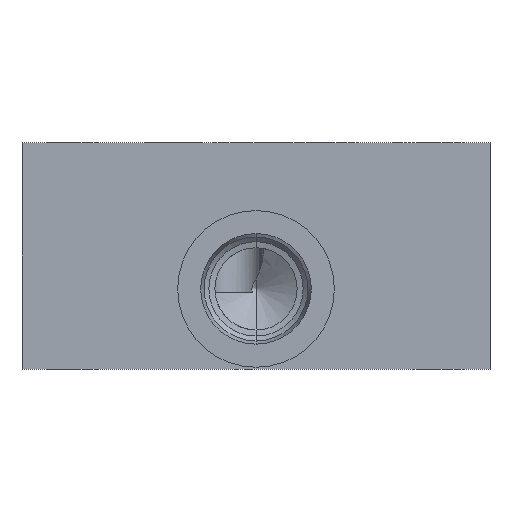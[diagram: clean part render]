
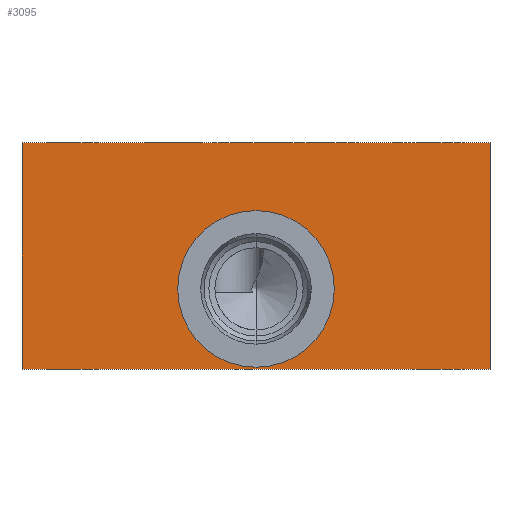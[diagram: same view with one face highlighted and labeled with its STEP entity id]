
A CAD part, front view. The second image highlights one B-rep face of the part: STEP entity #3095.
In plain terms, the highlighted planar face has unit normal (0, -1, 0).
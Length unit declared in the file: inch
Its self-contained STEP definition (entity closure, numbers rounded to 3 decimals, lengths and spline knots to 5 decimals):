
#5=DIRECTION('',(1.,0.,0.));
#6=VECTOR('',#5,4.);
#7=CARTESIAN_POINT('',(0.,-4.5,0.));
#8=LINE('',#7,#6);
#105=DIRECTION('',(0.,0.,1.));
#106=VECTOR('',#105,1.938);
#107=CARTESIAN_POINT('',(4.,-4.5,0.));
#108=LINE('',#107,#106);
#119=DIRECTION('',(0.,0.,1.));
#120=VECTOR('',#119,1.938);
#121=CARTESIAN_POINT('',(0.,-4.5,0.));
#122=LINE('',#121,#120);
#123=CARTESIAN_POINT('',(2.,-4.5,0.688));
#124=DIRECTION('',(0.,1.,0.));
#125=DIRECTION('',(0.,0.,-1.));
#126=AXIS2_PLACEMENT_3D('',#123,#124,#125);
#128=CARTESIAN_POINT('',(2.,-4.5,0.688));
#129=DIRECTION('',(0.,1.,0.));
#130=DIRECTION('',(0.,0.,1.));
#131=AXIS2_PLACEMENT_3D('',#128,#129,#130);
#145=DIRECTION('',(1.,0.,0.));
#146=VECTOR('',#145,4.);
#147=CARTESIAN_POINT('',(0.,-4.5,1.938));
#148=LINE('',#147,#146);
#2560=CARTESIAN_POINT('',(0.,-4.5,0.));
#2562=VERTEX_POINT('',#2560);
#2563=CARTESIAN_POINT('',(4.,-4.5,0.));
#2564=VERTEX_POINT('',#2563);
#2568=CARTESIAN_POINT('',(0.,-4.5,1.938));
#2570=VERTEX_POINT('',#2568);
#2571=CARTESIAN_POINT('',(4.,-4.5,1.938));
#2572=VERTEX_POINT('',#2571);
#2924=CARTESIAN_POINT('',(2.,-4.5,0.0185));
#2926=VERTEX_POINT('',#2924);
#2928=CARTESIAN_POINT('',(2.,-4.5,1.3575));
#2930=VERTEX_POINT('',#2928);
#3077=CARTESIAN_POINT('',(0.,-4.5,0.));
#3078=DIRECTION('',(0.,-1.,0.));
#3079=DIRECTION('',(1.,0.,0.));
#3080=AXIS2_PLACEMENT_3D('',#3077,#3078,#3079);
#3081=PLANE('',#3080);
#3082=ORIENTED_EDGE('',*,*,#2971,.F.);
#3083=ORIENTED_EDGE('',*,*,#3014,.T.);
#3085=ORIENTED_EDGE('',*,*,#3084,.T.);
#3086=ORIENTED_EDGE('',*,*,#3063,.F.);
#3087=EDGE_LOOP('',(#3082,#3083,#3085,#3086));
#3088=FACE_OUTER_BOUND('',#3087,.F.);
#3090=ORIENTED_EDGE('',*,*,#3089,.F.);
#3092=ORIENTED_EDGE('',*,*,#3091,.F.);
#3093=EDGE_LOOP('',(#3090,#3092));
#3094=FACE_BOUND('',#3093,.F.);
#3095=ADVANCED_FACE('',(#3088,#3094),#3081,.T.);
#127=CIRCLE('',#126,0.6695);
#132=CIRCLE('',#131,0.6695);
#2971=EDGE_CURVE('',#2562,#2564,#8,.T.);
#3014=EDGE_CURVE('',#2562,#2570,#122,.T.);
#3063=EDGE_CURVE('',#2564,#2572,#108,.T.);
#3084=EDGE_CURVE('',#2570,#2572,#148,.T.);
#3089=EDGE_CURVE('',#2926,#2930,#127,.T.);
#3091=EDGE_CURVE('',#2930,#2926,#132,.T.);
